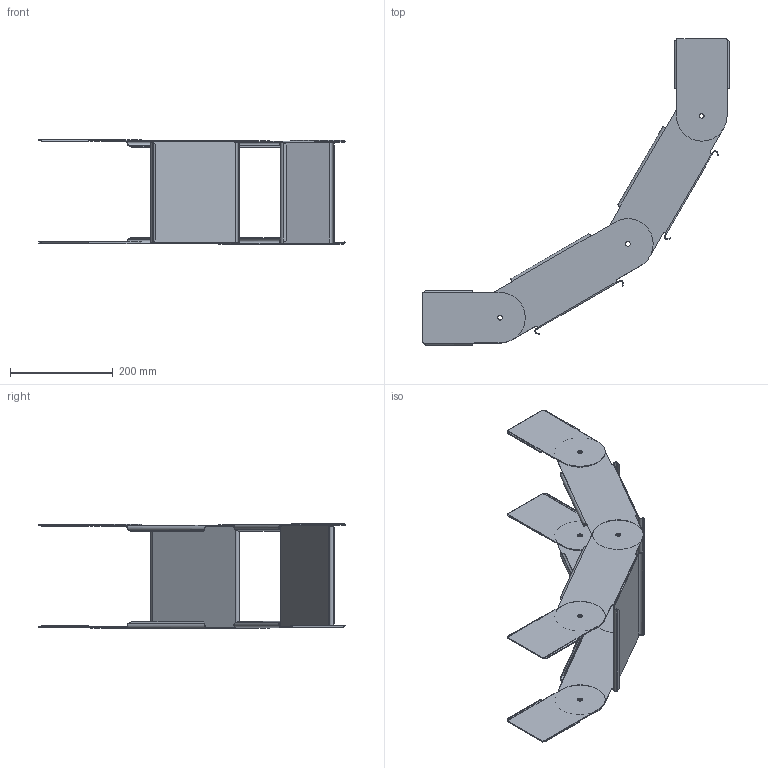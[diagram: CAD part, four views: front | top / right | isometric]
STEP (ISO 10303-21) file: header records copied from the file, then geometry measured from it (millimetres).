
FILE_DESCRIPTION((''),'2;1');
FILE_NAME('7006640_ASM','2013-01-30T',('AndreasKeweloh'),(''),'PRO/ENGINEER BY PARAMETRIC TECHNOLOGY CORPORATION, 2012360','PRO/ENGINEER BY PARAMETRIC TECHNOLOGY CORPORATION, 2012360','');
FILE_SCHEMA(('CONFIG_CONTROL_DESIGN'));
Length unit declared in the file: millimetre
Products named in the file (3): 7006640GELENKBOGENELEME; 7006713; 7006640_ASM
Assembly tree (6 placements, depth 2):
  7006640_ASM
    7006640GELENKBOGENELEME  x2
    7006713  x4
Bounding box: 595.16 x 595.16 x 203.25 mm (x, y, z)
Volume: 305367.2 mm3; surface area: 651848 mm2
Topology: 2 solids, 6 shells, 312 faces, 756 edges, 456 vertices
Faces by surface type: cylinder 140, plane 128, bspline 44
Entity records: 4695 total; most frequent: CARTESIAN_POINT 1711, ORIENTED_EDGE 608, DIRECTION 586, EDGE_CURVE 304, AXIS2_PLACEMENT_3D 200, VECTOR 186, LINE 186, VERTEX_POINT 184
